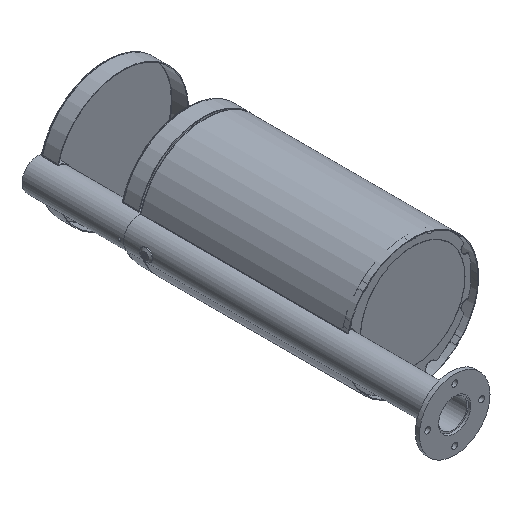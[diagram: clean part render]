
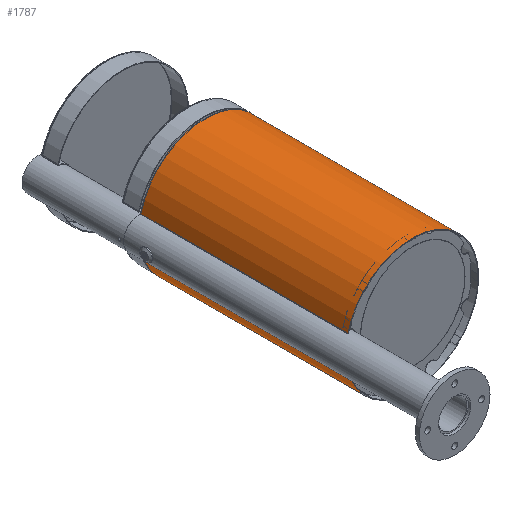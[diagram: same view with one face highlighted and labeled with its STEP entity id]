
A CAD part, isometric view. The second image highlights one B-rep face of the part: STEP entity #1787.
In plain terms, the highlighted cylindrical face has radius 160 mm (diameter 320 mm), a partial arc.
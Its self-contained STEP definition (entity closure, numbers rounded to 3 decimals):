
#666 = VERTEX_POINT ( 'NONE', #3770 ) ;
#750 = DIRECTION ( 'NONE',  ( 0., 1., 0. ) ) ;
#823 = CARTESIAN_POINT ( 'NONE',  ( 157.5, 259.785, 0. ) ) ;
#846 = VECTOR ( 'NONE', #1458, 1000. ) ;
#896 = FACE_OUTER_BOUND ( 'NONE', #2189, .T. ) ;
#921 = VERTEX_POINT ( 'NONE', #937 ) ;
#937 = CARTESIAN_POINT ( 'NONE',  ( 2.078, 259.785, -38. ) ) ;
#1129 = AXIS2_PLACEMENT_3D ( 'NONE', #823, #1899, #2959 ) ;
#1131 = ORIENTED_EDGE ( 'NONE', *, *, #2416, .F. ) ;
#1309 = DIRECTION ( 'NONE',  ( 0., -1., 0. ) ) ;
#1456 = VERTEX_POINT ( 'NONE', #4389 ) ;
#1458 = DIRECTION ( 'NONE',  ( 0., -1., 0. ) ) ;
#1646 = CARTESIAN_POINT ( 'NONE',  ( 2.078, 759.785, 38. ) ) ;
#1689 = VECTOR ( 'NONE', #1309, 1000. ) ;
#1699 = CIRCLE ( 'NONE', #3683, 160. ) ;
#1787 = ADVANCED_FACE ( 'NONE', ( #896 ), #2995, .T. ) ;
#1899 = DIRECTION ( 'NONE',  ( 0., 1., 0. ) ) ;
#1913 = ORIENTED_EDGE ( 'NONE', *, *, #5603, .T. ) ;
#2189 = EDGE_LOOP ( 'NONE', ( #3170, #1131, #4363, #1913 ) ) ;
#2333 = CARTESIAN_POINT ( 'NONE',  ( 157.5, 759.785, 0. ) ) ;
#2350 = CIRCLE ( 'NONE', #1129, 160. ) ;
#2416 = EDGE_CURVE ( 'NONE', #666, #921, #5796, .T. ) ;
#2848 = DIRECTION ( 'NONE',  ( 1., 0., 0. ) ) ;
#2959 = DIRECTION ( 'NONE',  ( 1., 0., 0. ) ) ;
#2995 = CYLINDRICAL_SURFACE ( 'NONE', #3271, 160. ) ;
#3032 = DIRECTION ( 'NONE',  ( -1., 0., 0. ) ) ;
#3126 = VERTEX_POINT ( 'NONE', #1646 ) ;
#3170 = ORIENTED_EDGE ( 'NONE', *, *, #5639, .T. ) ;
#3271 = AXIS2_PLACEMENT_3D ( 'NONE', #5644, #5099, #3032 ) ;
#3477 = CARTESIAN_POINT ( 'NONE',  ( 2.078, 759.785, 38. ) ) ;
#3683 = AXIS2_PLACEMENT_3D ( 'NONE', #2333, #750, #2848 ) ;
#3770 = CARTESIAN_POINT ( 'NONE',  ( 2.078, 759.785, -38. ) ) ;
#4363 = ORIENTED_EDGE ( 'NONE', *, *, #6553, .F. ) ;
#4389 = CARTESIAN_POINT ( 'NONE',  ( 2.078, 259.785, 38. ) ) ;
#4762 = CARTESIAN_POINT ( 'NONE',  ( 2.078, 759.785, -38. ) ) ;
#4993 = LINE ( 'NONE', #3477, #1689 ) ;
#5099 = DIRECTION ( 'NONE',  ( 0., -1., 0. ) ) ;
#5603 = EDGE_CURVE ( 'NONE', #3126, #1456, #4993, .T. ) ;
#5639 = EDGE_CURVE ( 'NONE', #1456, #921, #2350, .T. ) ;
#5644 = CARTESIAN_POINT ( 'NONE',  ( 157.5, 759.785, 0. ) ) ;
#5796 = LINE ( 'NONE', #4762, #846 ) ;
#6553 = EDGE_CURVE ( 'NONE', #3126, #666, #1699, .T. ) ;
